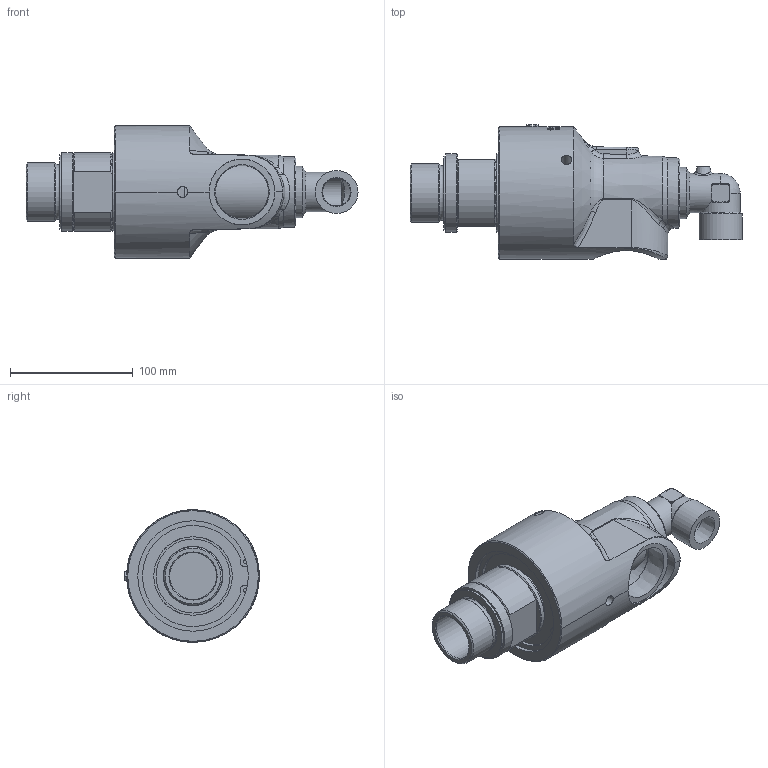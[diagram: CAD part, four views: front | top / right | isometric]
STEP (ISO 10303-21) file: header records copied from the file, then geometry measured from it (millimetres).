
FILE_DESCRIPTION(/* description */ (''),/* implementation_level */ '2;1');
FILE_NAME(/* name */ '557-000-199221-IC.stp',/* time_stamp */ '2020-05-20T14:44:15-05:00',/* author */ ('GALINDOLM'),/* organization */ (''),/* preprocessor_version */ 'ST-DEVELOPER v18',/* originating_system */ 'Autodesk Inventor 2020',/* authorisation */ '');
FILE_SCHEMA (('AUTOMOTIVE_DESIGN { 1 0 10303 214 3 1 1 }'));
Products named in the file (1): 557-000-199221-IC
Bounding box: 270.5 x 109.7 x 108 mm (x, y, z)
Volume: 950710.2 mm3; surface area: 114583.6 mm2
Topology: 2 solids, 2 shells, 532 faces, 1402 edges, 916 vertices
Faces by surface type: bspline 241, plane 147, cylinder 102, cone 29, torus 12, sphere 1
Full cylindrical faces by diameter (mm): 3.175 x2, 5.359 x1, 8.6 x3, 22.631 x1, 24.117 x1, 32 x1, 35 x1, 37.313 x1, 38.1 x1, 43.256 x1, 47.803 x1, 48.4 x1, 53.7 x1, 56.25 x1, 60.3 x1, 64 x2, 90.07 x1
Entity records: 71040 total; most frequent: CARTESIAN_POINT 58767, ORIENTED_EDGE 2784, DIRECTION 1982, EDGE_CURVE 1392, VERTEX_POINT 916, AXIS2_PLACEMENT_3D 747, EDGE_LOOP 586, FACE_OUTER_BOUND 532
